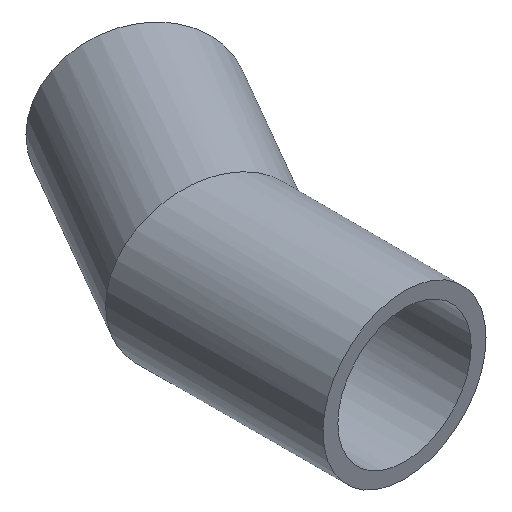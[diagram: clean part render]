
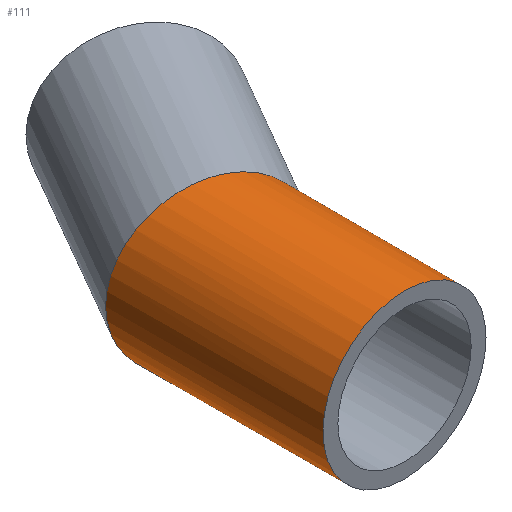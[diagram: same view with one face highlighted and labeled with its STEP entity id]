
A CAD part, isometric view. The second image highlights one B-rep face of the part: STEP entity #111.
In plain terms, the highlighted cylindrical face has radius 112.5 mm (diameter 225 mm), a full revolution.
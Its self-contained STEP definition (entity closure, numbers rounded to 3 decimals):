
#23=FACE_OUTER_BOUND('',#30,.T.);
#30=EDGE_LOOP('',(#95,#96,#97,#98,#99,#100));
#36=CIRCLE('',#147,112.5);
#40=LINE('',#215,#44);
#44=VECTOR('',#182,112.5);
#48=ELLIPSE('',#142,116.469,112.5);
#49=ELLIPSE('',#143,116.469,112.5);
#50=ELLIPSE('',#144,116.469,112.5);
#57=VERTEX_POINT('',#205);
#58=VERTEX_POINT('',#207);
#59=VERTEX_POINT('',#209);
#60=VERTEX_POINT('',#214);
#70=EDGE_CURVE('',#58,#57,#48,.T.);
#71=EDGE_CURVE('',#59,#58,#49,.T.);
#72=EDGE_CURVE('',#57,#59,#50,.T.);
#73=EDGE_CURVE('',#57,#60,#40,.T.);
#74=EDGE_CURVE('',#60,#60,#36,.T.);
#95=ORIENTED_EDGE('',*,*,#71,.T.);
#96=ORIENTED_EDGE('',*,*,#70,.T.);
#97=ORIENTED_EDGE('',*,*,#73,.T.);
#98=ORIENTED_EDGE('',*,*,#74,.T.);
#99=ORIENTED_EDGE('',*,*,#73,.F.);
#100=ORIENTED_EDGE('',*,*,#72,.T.);
#106=CYLINDRICAL_SURFACE('',#146,112.5);
#111=ADVANCED_FACE('',(#23),#106,.T.);
#142=AXIS2_PLACEMENT_3D('',#208,#172,#173);
#143=AXIS2_PLACEMENT_3D('',#210,#174,#175);
#144=AXIS2_PLACEMENT_3D('',#211,#176,#177);
#146=AXIS2_PLACEMENT_3D('',#213,#180,#181);
#147=AXIS2_PLACEMENT_3D('',#216,#183,#184);
#172=DIRECTION('center_axis',(-0.259,-0.966,0.));
#173=DIRECTION('ref_axis',(-0.966,0.259,0.));
#174=DIRECTION('center_axis',(-0.259,-0.966,0.));
#175=DIRECTION('ref_axis',(-0.966,0.259,0.));
#176=DIRECTION('center_axis',(-0.259,-0.966,0.));
#177=DIRECTION('ref_axis',(-0.966,0.259,0.));
#180=DIRECTION('center_axis',(0.,1.,0.));
#181=DIRECTION('ref_axis',(-1.,0.,0.));
#182=DIRECTION('',(0.,-1.,0.));
#183=DIRECTION('center_axis',(0.,1.,0.));
#184=DIRECTION('ref_axis',(-1.,0.,0.));
#205=CARTESIAN_POINT('',(112.5,239.856,0.));
#207=CARTESIAN_POINT('',(0.,270.,-112.5));
#208=CARTESIAN_POINT('Origin',(0.,270.,0.));
#209=CARTESIAN_POINT('',(0.,270.,112.5));
#210=CARTESIAN_POINT('Origin',(0.,270.,0.));
#211=CARTESIAN_POINT('Origin',(0.,270.,0.));
#213=CARTESIAN_POINT('Origin',(0.,0.,0.));
#214=CARTESIAN_POINT('',(112.5,0.,0.));
#215=CARTESIAN_POINT('',(112.5,0.,0.));
#216=CARTESIAN_POINT('Origin',(0.,0.,0.));
